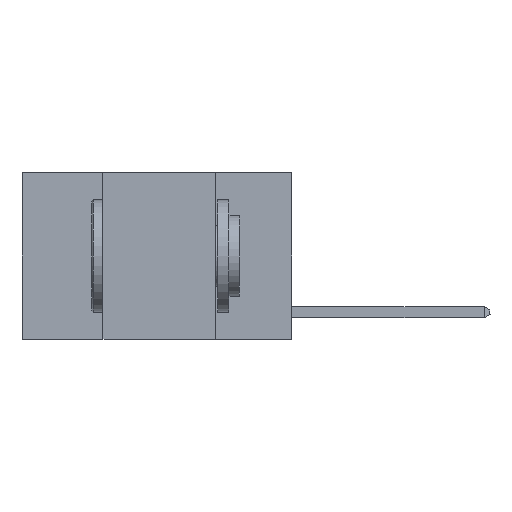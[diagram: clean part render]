
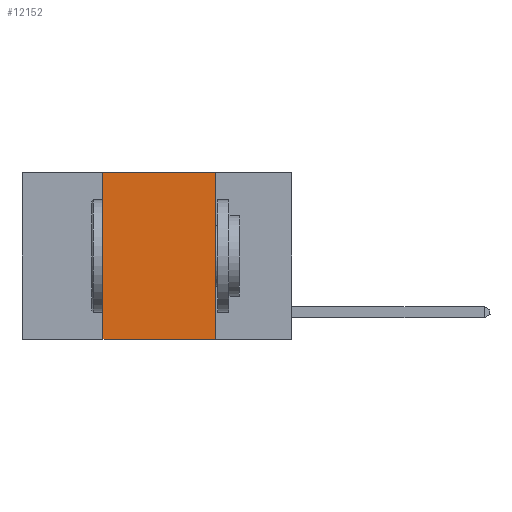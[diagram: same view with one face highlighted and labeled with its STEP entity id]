
A CAD part, left-side view. The second image highlights one B-rep face of the part: STEP entity #12152.
In plain terms, the highlighted planar face has unit normal (-1, 0, 0).
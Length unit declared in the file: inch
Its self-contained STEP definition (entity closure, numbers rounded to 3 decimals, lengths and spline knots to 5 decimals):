
#586 = VERTEX_POINT ( 'NONE', #1293 ) ;
#1293 = CARTESIAN_POINT ( 'NONE',  ( 0., 0.42, -0.37 ) ) ;
#1359 = CARTESIAN_POINT ( 'NONE',  ( 0., 0.17, -0.37 ) ) ;
#1716 = VECTOR ( 'NONE', #9897, 39.37008 ) ;
#1718 = CARTESIAN_POINT ( 'NONE',  ( 0., 0.17, 0. ) ) ;
#2051 = DIRECTION ( 'NONE',  ( 0., -1., 0. ) ) ;
#2175 = LINE ( 'NONE', #18952, #1716 ) ;
#2608 = DIRECTION ( 'NONE',  ( 0., 0., 1. ) ) ;
#3212 = DIRECTION ( 'NONE',  ( 0., 0., -1. ) ) ;
#4121 = VERTEX_POINT ( 'NONE', #5113 ) ;
#4293 = EDGE_LOOP ( 'NONE', ( #13876, #4512, #15140, #11540 ) ) ;
#4512 = ORIENTED_EDGE ( 'NONE', *, *, #16091, .F. ) ;
#5113 = CARTESIAN_POINT ( 'NONE',  ( 0., 0.17, 0. ) ) ;
#5375 = EDGE_CURVE ( 'NONE', #586, #18901, #2175, .T. ) ;
#6782 = VECTOR ( 'NONE', #2608, 39.37008 ) ;
#6911 = DIRECTION ( 'NONE',  ( 1., 0., 0. ) ) ;
#7132 = VECTOR ( 'NONE', #3212, 39.37008 ) ;
#8600 = CARTESIAN_POINT ( 'NONE',  ( 0., 0.42, 0. ) ) ;
#9897 = DIRECTION ( 'NONE',  ( 0., -1., 0. ) ) ;
#10510 = EDGE_CURVE ( 'NONE', #4121, #18901, #19210, .T. ) ;
#11088 = FACE_OUTER_BOUND ( 'NONE', #4293, .T. ) ;
#11272 = LINE ( 'NONE', #8600, #6782 ) ;
#11540 = ORIENTED_EDGE ( 'NONE', *, *, #5375, .T. ) ;
#12152 = ADVANCED_FACE ( 'NONE', ( #11088 ), #16020, .F. ) ;
#12723 = CARTESIAN_POINT ( 'NONE',  ( 0., 0.42, 0. ) ) ;
#12984 = LINE ( 'NONE', #14186, #17030 ) ;
#13876 = ORIENTED_EDGE ( 'NONE', *, *, #10510, .F. ) ;
#14186 = CARTESIAN_POINT ( 'NONE',  ( 0., 0.6, 0. ) ) ;
#15140 = ORIENTED_EDGE ( 'NONE', *, *, #17513, .F. ) ;
#15956 = CARTESIAN_POINT ( 'NONE',  ( 0., 0.6, 0. ) ) ;
#16020 = PLANE ( 'NONE',  #19286 ) ;
#16091 = EDGE_CURVE ( 'NONE', #17304, #4121, #12984, .T. ) ;
#17030 = VECTOR ( 'NONE', #2051, 39.37008 ) ;
#17304 = VERTEX_POINT ( 'NONE', #12723 ) ;
#17513 = EDGE_CURVE ( 'NONE', #586, #17304, #11272, .T. ) ;
#17523 = DIRECTION ( 'NONE',  ( 0., 0., -1. ) ) ;
#18901 = VERTEX_POINT ( 'NONE', #1359 ) ;
#18952 = CARTESIAN_POINT ( 'NONE',  ( 0., 0.6, -0.37 ) ) ;
#19210 = LINE ( 'NONE', #1718, #7132 ) ;
#19286 = AXIS2_PLACEMENT_3D ( 'NONE', #15956, #6911, #17523 ) ;
